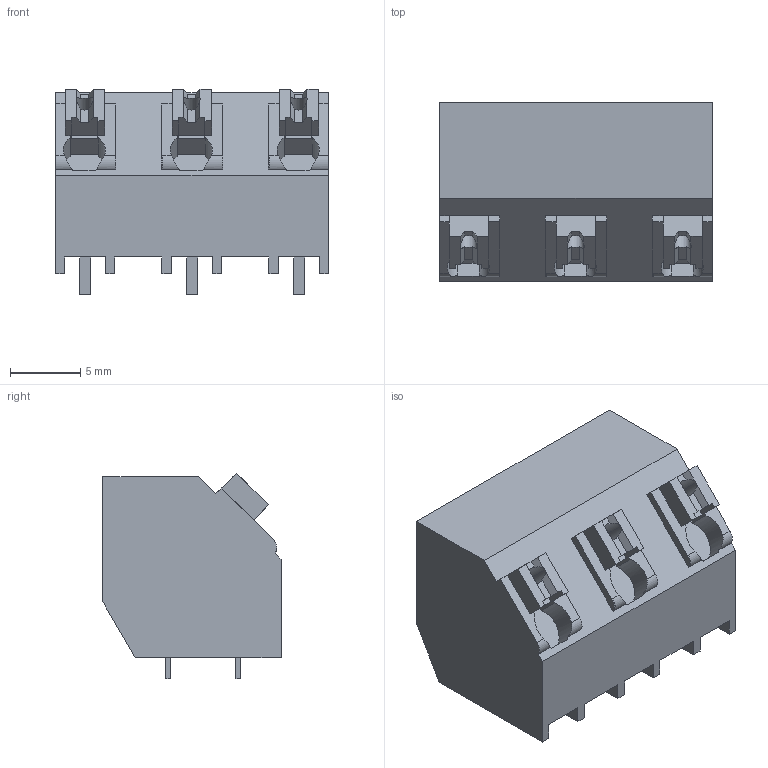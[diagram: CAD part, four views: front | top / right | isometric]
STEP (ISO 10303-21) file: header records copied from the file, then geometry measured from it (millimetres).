
FILE_DESCRIPTION(('CATIA V5 STEP Exchange','CAx-IF Rec.Pracs.--- Model Styling and Organization---1.2---2011-12-15'),'2;1');
FILE_NAME ('D1458433_0_1884960000_1884960000.stp','2018-03-20T15:00:56+00:00',('none'),('Weidmueller'),'CATIA Version 5-6 Release 2014','CATIA V5 STEP AP214','none');
FILE_SCHEMA(('AUTOMOTIVE_DESIGN { 1 0 10303 214 1 1 1 1 }'));
Length unit declared in the file: millimetre
Products named in the file (1): 1884960000
Bounding box: 19.44 x 12.7 x 14.66 mm (x, y, z)
Volume: 2165 mm3; surface area: 2025 mm2
Topology: 10 solids, 10 shells, 227 faces, 612 edges, 408 vertices
Faces by surface type: plane 207, cylinder 20
Entity records: 6720 total; most frequent: CARTESIAN_POINT 1301, ORIENTED_EDGE 1224, DIRECTION 897, EDGE_CURVE 612, VECTOR 544, LINE 544, VERTEX_POINT 408, EDGE_LOOP 236
